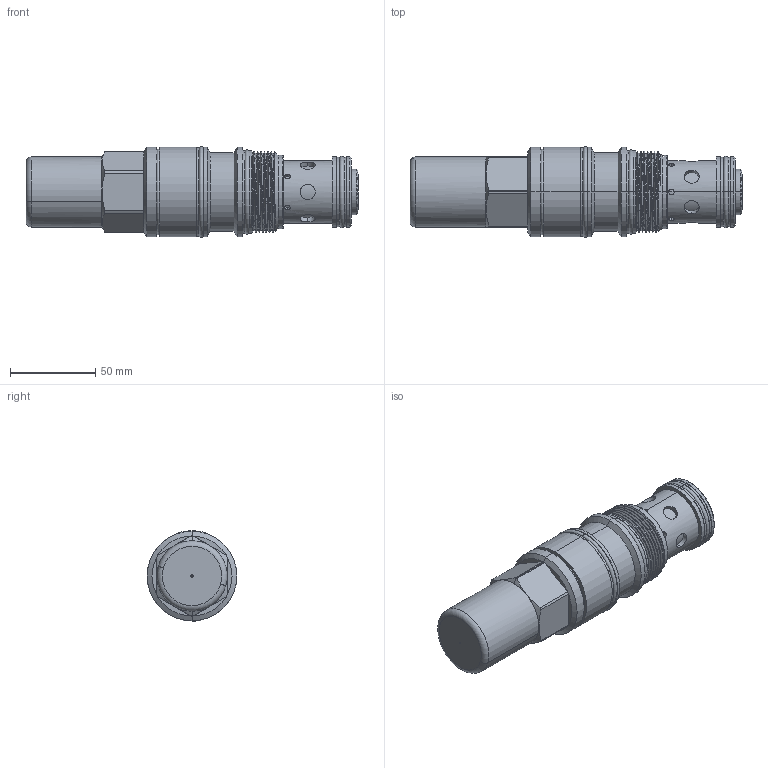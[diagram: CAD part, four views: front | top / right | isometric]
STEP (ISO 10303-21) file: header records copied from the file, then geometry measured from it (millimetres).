
FILE_DESCRIPTION (( 'STEP AP203' ), '1' );
FILE_NAME ('CA19A3A(3C)-C.STEP', '2024-05-21T00:15:32', ( '' ), ( '' ), 'SwSTEP 2.0', 'SolidWorks 2018', '' );
FILE_SCHEMA (( 'CONFIG_CONTROL_DESIGN' ));
Length unit declared in the file: millimetre
Products named in the file (1): CA19A3A(3C)-C
Bounding box: 194.2 x 53.1 x 53.1 mm (x, y, z)
Volume: 295635.7 mm3; surface area: 39453.6 mm2
Topology: 1 solids, 1 shells, 243 faces, 537 edges, 330 vertices
Faces by surface type: cylinder 135, plane 43, cone 37, torus 25, bspline 3
Entity records: 9929 total; most frequent: CARTESIAN_POINT 4567, DIRECTION 1135, ORIENTED_EDGE 1074, EDGE_CURVE 537, AXIS2_PLACEMENT_3D 483, VERTEX_POINT 330, EDGE_LOOP 281, ADVANCED_FACE 243
